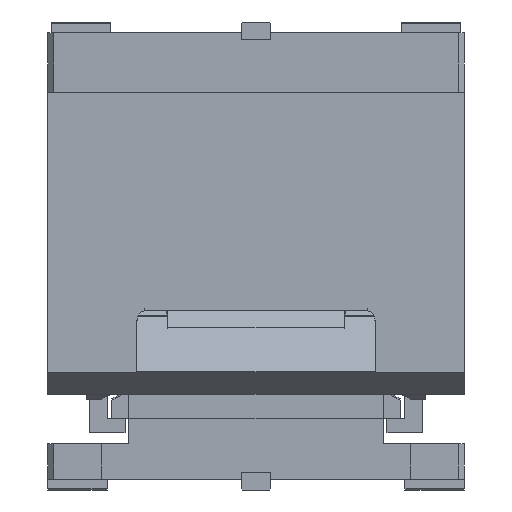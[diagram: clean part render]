
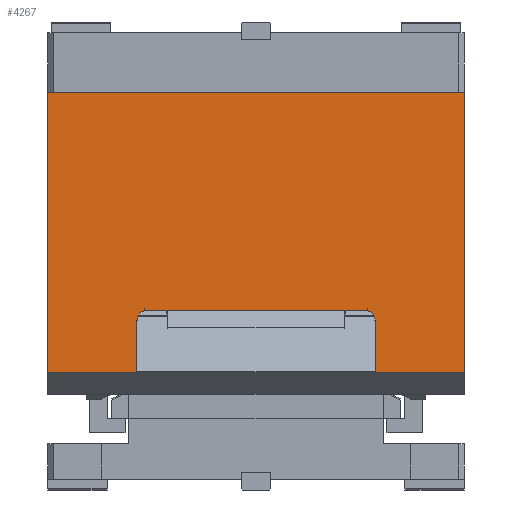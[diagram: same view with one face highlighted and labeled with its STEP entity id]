
A CAD part, left-side view. The second image highlights one B-rep face of the part: STEP entity #4267.
In plain terms, the highlighted planar face has unit normal (-1, 0, 0).
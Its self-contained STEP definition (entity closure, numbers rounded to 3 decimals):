
#1159=CARTESIAN_POINT('Vertex',(45.,-175.,-50.)) ;
#1162=CARTESIAN_POINT('Line Origine',(45.,-175.,-167.5)) ;
#1166=CARTESIAN_POINT('Vertex',(45.,-175.,-285.)) ;
#3083=CARTESIAN_POINT('Vertex',(45.,-94.,-233.674)) ;
#3099=CARTESIAN_POINT('Vertex',(45.,-100.,-243.008)) ;
#3103=CARTESIAN_POINT('Control Point',(45.,-94.,-233.674)) ;
#3104=CARTESIAN_POINT('Control Point',(45.,-94.567,-233.674)) ;
#3105=CARTESIAN_POINT('Control Point',(45.,-95.153,-233.778)) ;
#3106=CARTESIAN_POINT('Control Point',(45.,-95.739,-234.001)) ;
#3107=CARTESIAN_POINT('Control Point',(45.,-97.066,-234.798)) ;
#3108=CARTESIAN_POINT('Control Point',(45.,-98.169,-236.126)) ;
#3109=CARTESIAN_POINT('Control Point',(45.,-98.698,-237.029)) ;
#3110=CARTESIAN_POINT('Control Point',(45.,-99.434,-238.748)) ;
#3111=CARTESIAN_POINT('Control Point',(45.,-99.833,-240.591)) ;
#3112=CARTESIAN_POINT('Control Point',(45.,-99.946,-241.407)) ;
#3113=CARTESIAN_POINT('Control Point',(45.,-100.,-242.216)) ;
#3114=CARTESIAN_POINT('Control Point',(45.,-100.,-243.008)) ;
#3141=CARTESIAN_POINT('Vertex',(45.,-100.,-285.)) ;
#3144=CARTESIAN_POINT('Line Origine',(45.,-100.,-264.004)) ;
#3195=CARTESIAN_POINT('Line Origine',(45.,-137.5,-285.)) ;
#4032=CARTESIAN_POINT('Vertex',(45.,94.,-233.674)) ;
#4035=CARTESIAN_POINT('Line Origine',(45.,0.,-233.674)) ;
#4058=CARTESIAN_POINT('Vertex',(45.,100.,-243.008)) ;
#4062=CARTESIAN_POINT('Control Point',(45.,100.,-243.008)) ;
#4063=CARTESIAN_POINT('Control Point',(45.,100.,-241.691)) ;
#4064=CARTESIAN_POINT('Control Point',(45.,99.851,-240.324)) ;
#4065=CARTESIAN_POINT('Control Point',(45.,99.528,-238.95)) ;
#4066=CARTESIAN_POINT('Control Point',(45.,98.66,-236.758)) ;
#4067=CARTESIAN_POINT('Control Point',(45.,97.281,-235.072)) ;
#4068=CARTESIAN_POINT('Control Point',(45.,96.633,-234.5)) ;
#4069=CARTESIAN_POINT('Control Point',(45.,95.69,-233.96)) ;
#4070=CARTESIAN_POINT('Control Point',(45.,94.729,-233.731)) ;
#4071=CARTESIAN_POINT('Control Point',(45.,94.483,-233.692)) ;
#4072=CARTESIAN_POINT('Control Point',(45.,94.24,-233.674)) ;
#4073=CARTESIAN_POINT('Control Point',(45.,94.,-233.674)) ;
#4101=CARTESIAN_POINT('Line Origine',(45.,100.,-264.004)) ;
#4105=CARTESIAN_POINT('Vertex',(45.,100.,-285.)) ;
#4217=CARTESIAN_POINT('Line Origine',(45.,137.5,-285.)) ;
#4221=CARTESIAN_POINT('Vertex',(45.,175.,-285.)) ;
#4238=CARTESIAN_POINT('Axis2P3D Location',(45.,175.,-55.)) ;
#4243=CARTESIAN_POINT('Line Origine',(45.,175.,-167.5)) ;
#4247=CARTESIAN_POINT('Vertex',(45.,175.,-50.)) ;
#4250=CARTESIAN_POINT('Line Origine',(45.,0.,-50.)) ;
#1163=DIRECTION('Vector Direction',(0.,0.,-1.)) ;
#3145=DIRECTION('Vector Direction',(0.,0.,-1.)) ;
#3196=DIRECTION('Vector Direction',(0.,1.,0.)) ;
#4036=DIRECTION('Vector Direction',(0.,-1.,0.)) ;
#4102=DIRECTION('Vector Direction',(0.,0.,1.)) ;
#4218=DIRECTION('Vector Direction',(0.,1.,0.)) ;
#4239=DIRECTION('Axis2P3D Direction',(1.,0.,0.)) ;
#4240=DIRECTION('Axis2P3D XDirection',(0.,0.,-1.)) ;
#4244=DIRECTION('Vector Direction',(0.,0.,-1.)) ;
#4251=DIRECTION('Vector Direction',(0.,1.,0.)) ;
#4241=AXIS2_PLACEMENT_3D('Plane Axis2P3D',#4238,#4239,#4240) ;
#4256=ORIENTED_EDGE('',*,*,#4249,.T.) ;
#4257=ORIENTED_EDGE('',*,*,#4223,.F.) ;
#4258=ORIENTED_EDGE('',*,*,#4107,.T.) ;
#4259=ORIENTED_EDGE('',*,*,#4074,.T.) ;
#4260=ORIENTED_EDGE('',*,*,#4039,.T.) ;
#4261=ORIENTED_EDGE('',*,*,#3115,.T.) ;
#4262=ORIENTED_EDGE('',*,*,#3148,.T.) ;
#4263=ORIENTED_EDGE('',*,*,#3199,.F.) ;
#4264=ORIENTED_EDGE('',*,*,#1168,.F.) ;
#4265=ORIENTED_EDGE('',*,*,#4254,.T.) ;
#1164=VECTOR('Line Direction',#1163,1.) ;
#3146=VECTOR('Line Direction',#3145,1.) ;
#3197=VECTOR('Line Direction',#3196,1.) ;
#4037=VECTOR('Line Direction',#4036,1.) ;
#4103=VECTOR('Line Direction',#4102,1.) ;
#4219=VECTOR('Line Direction',#4218,1.) ;
#4245=VECTOR('Line Direction',#4244,1.) ;
#4252=VECTOR('Line Direction',#4251,1.) ;
#4267=ADVANCED_FACE('CAM HOLDER',(#4266),#4242,.F.) ;
#3102=B_SPLINE_CURVE_WITH_KNOTS('',5,(#3103,#3104,#3105,#3106,#3107,#3108,#3109,#3110,#3111,#3112,#3113,#3114),.UNSPECIFIED.,.F.,.U.,(6,3,3,6),(0.,5.347,12.614,18.293),.UNSPECIFIED.) ;
#4061=B_SPLINE_CURVE_WITH_KNOTS('',5,(#4062,#4063,#4064,#4065,#4066,#4067,#4068,#4069,#4070,#4071,#4072,#4073),.UNSPECIFIED.,.F.,.U.,(6,3,3,6),(0.,9.449,16.023,18.283),.UNSPECIFIED.) ;
#1168=EDGE_CURVE('',#1160,#1167,#1165,.T.) ;
#3115=EDGE_CURVE('',#3084,#3100,#3102,.T.) ;
#3148=EDGE_CURVE('',#3100,#3142,#3147,.T.) ;
#3199=EDGE_CURVE('',#1167,#3142,#3198,.T.) ;
#4039=EDGE_CURVE('',#4033,#3084,#4038,.T.) ;
#4074=EDGE_CURVE('',#4059,#4033,#4061,.T.) ;
#4107=EDGE_CURVE('',#4106,#4059,#4104,.T.) ;
#4223=EDGE_CURVE('',#4106,#4222,#4220,.T.) ;
#4249=EDGE_CURVE('',#4248,#4222,#4246,.T.) ;
#4254=EDGE_CURVE('',#1160,#4248,#4253,.T.) ;
#4255=EDGE_LOOP('',(#4256,#4257,#4258,#4259,#4260,#4261,#4262,#4263,#4264,#4265)) ;
#4266=FACE_OUTER_BOUND('',#4255,.T.) ;
#1165=LINE('Line',#1162,#1164) ;
#3147=LINE('Line',#3144,#3146) ;
#3198=LINE('Line',#3195,#3197) ;
#4038=LINE('Line',#4035,#4037) ;
#4104=LINE('Line',#4101,#4103) ;
#4220=LINE('Line',#4217,#4219) ;
#4246=LINE('Line',#4243,#4245) ;
#4253=LINE('Line',#4250,#4252) ;
#4242=PLANE('Plane',#4241) ;
#1160=VERTEX_POINT('',#1159) ;
#1167=VERTEX_POINT('',#1166) ;
#3084=VERTEX_POINT('',#3083) ;
#3100=VERTEX_POINT('',#3099) ;
#3142=VERTEX_POINT('',#3141) ;
#4033=VERTEX_POINT('',#4032) ;
#4059=VERTEX_POINT('',#4058) ;
#4106=VERTEX_POINT('',#4105) ;
#4222=VERTEX_POINT('',#4221) ;
#4248=VERTEX_POINT('',#4247) ;
